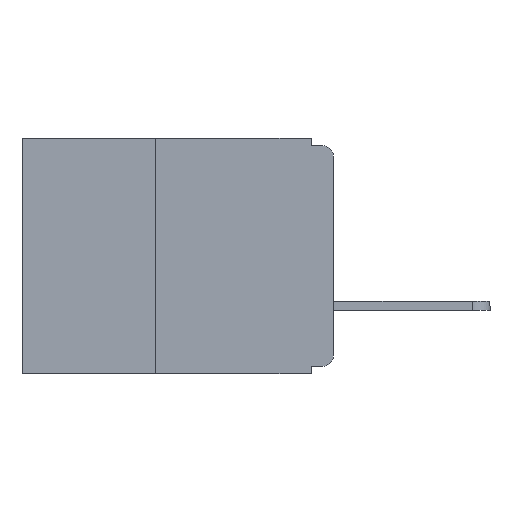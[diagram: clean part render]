
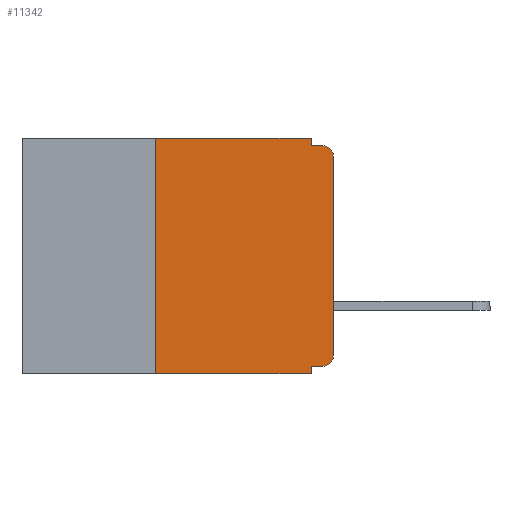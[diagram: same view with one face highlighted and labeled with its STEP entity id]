
A CAD part, left-side view. The second image highlights one B-rep face of the part: STEP entity #11342.
In plain terms, the highlighted planar face has unit normal (-1, 0, 0).
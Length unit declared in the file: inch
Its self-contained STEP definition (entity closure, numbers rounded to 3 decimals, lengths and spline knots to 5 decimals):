
#95 = EDGE_CURVE ( 'NONE', #13997, #14801, #2446, .T. ) ;
#149 = DIRECTION ( 'NONE',  ( 1., 0., 0. ) ) ;
#266 = FACE_OUTER_BOUND ( 'NONE', #11375, .T. ) ;
#308 = CARTESIAN_POINT ( 'NONE',  ( 0., 0.031, -0.32 ) ) ;
#386 = VECTOR ( 'NONE', #27599, 39.37008 ) ;
#816 = CARTESIAN_POINT ( 'NONE',  ( 0., 0.437, -0.33 ) ) ;
#1152 = CIRCLE ( 'NONE', #10073, 0.015 ) ;
#1209 = DIRECTION ( 'NONE',  ( -1., 0., 0. ) ) ;
#1331 = VERTEX_POINT ( 'NONE', #18348 ) ;
#1560 = CIRCLE ( 'NONE', #2640, 0.015 ) ;
#1823 = CARTESIAN_POINT ( 'NONE',  ( 0., 0.25, -0.33 ) ) ;
#2446 = LINE ( 'NONE', #4402, #24704 ) ;
#2640 = AXIS2_PLACEMENT_3D ( 'NONE', #15000, #1209, #17286 ) ;
#2945 = DIRECTION ( 'NONE',  ( 0., 0., 1. ) ) ;
#2992 = CARTESIAN_POINT ( 'NONE',  ( 0., 0.25, -0.33 ) ) ;
#3722 = ORIENTED_EDGE ( 'NONE', *, *, #9901, .T. ) ;
#3787 = EDGE_CURVE ( 'NONE', #22063, #13363, #13388, .T. ) ;
#4241 = CARTESIAN_POINT ( 'NONE',  ( 0., 0., -0.32 ) ) ;
#4402 = CARTESIAN_POINT ( 'NONE',  ( 0., 0.031, 0. ) ) ;
#4739 = VECTOR ( 'NONE', #11000, 39.37008 ) ;
#6286 = ORIENTED_EDGE ( 'NONE', *, *, #15993, .T. ) ;
#6528 = DIRECTION ( 'NONE',  ( -1., 0., 0. ) ) ;
#6579 = DIRECTION ( 'NONE',  ( 0., 1., 0. ) ) ;
#8020 = CARTESIAN_POINT ( 'NONE',  ( 0., 0.031, -0.33 ) ) ;
#8397 = EDGE_CURVE ( 'NONE', #21131, #13997, #27614, .T. ) ;
#8575 = VERTEX_POINT ( 'NONE', #25273 ) ;
#9113 = EDGE_CURVE ( 'NONE', #14801, #1331, #21222, .T. ) ;
#9555 = LINE ( 'NONE', #1823, #21742 ) ;
#9901 = EDGE_CURVE ( 'NONE', #16157, #26287, #11841, .T. ) ;
#9985 = EDGE_CURVE ( 'NONE', #15232, #13363, #26477, .T. ) ;
#10073 = AXIS2_PLACEMENT_3D ( 'NONE', #20229, #6528, #22552 ) ;
#10995 = CARTESIAN_POINT ( 'NONE',  ( 0., 0., -0.025 ) ) ;
#11000 = DIRECTION ( 'NONE',  ( 0., -1., 0. ) ) ;
#11342 = ADVANCED_FACE ( 'NONE', ( #266 ), #27559, .F. ) ;
#11375 = EDGE_LOOP ( 'NONE', ( #3722, #11943, #20203, #23883, #21969, #13870, #14325, #14421, #22969, #6286 ) ) ;
#11841 = LINE ( 'NONE', #18981, #27871 ) ;
#11943 = ORIENTED_EDGE ( 'NONE', *, *, #25189, .T. ) ;
#12287 = DIRECTION ( 'NONE',  ( 0., -1., 0. ) ) ;
#12339 = EDGE_CURVE ( 'NONE', #8575, #22063, #25822, .T. ) ;
#13311 = DIRECTION ( 'NONE',  ( 0., 0., 1. ) ) ;
#13363 = VERTEX_POINT ( 'NONE', #8020 ) ;
#13388 = LINE ( 'NONE', #27886, #386 ) ;
#13870 = ORIENTED_EDGE ( 'NONE', *, *, #23785, .F. ) ;
#13959 = CARTESIAN_POINT ( 'NONE',  ( 0., 0.437, 0. ) ) ;
#13997 = VERTEX_POINT ( 'NONE', #28314 ) ;
#14325 = ORIENTED_EDGE ( 'NONE', *, *, #9985, .T. ) ;
#14373 = VECTOR ( 'NONE', #12287, 39.37008 ) ;
#14421 = ORIENTED_EDGE ( 'NONE', *, *, #3787, .F. ) ;
#14801 = VERTEX_POINT ( 'NONE', #17460 ) ;
#15000 = CARTESIAN_POINT ( 'NONE',  ( 0., 0.015, -0.305 ) ) ;
#15232 = VERTEX_POINT ( 'NONE', #2992 ) ;
#15993 = EDGE_CURVE ( 'NONE', #8575, #16157, #1560, .T. ) ;
#16157 = VERTEX_POINT ( 'NONE', #22409 ) ;
#16226 = DIRECTION ( 'NONE',  ( 0., 0., -1. ) ) ;
#17286 = DIRECTION ( 'NONE',  ( 0., 0., -1. ) ) ;
#17460 = CARTESIAN_POINT ( 'NONE',  ( 0., 0.031, -0.01 ) ) ;
#17728 = CARTESIAN_POINT ( 'NONE',  ( 0., 0.25, 0. ) ) ;
#17876 = CARTESIAN_POINT ( 'NONE',  ( 0., 0.437, 0. ) ) ;
#18348 = CARTESIAN_POINT ( 'NONE',  ( 0., 0.015, -0.01 ) ) ;
#18892 = DIRECTION ( 'NONE',  ( 0., 0., -1. ) ) ;
#18981 = CARTESIAN_POINT ( 'NONE',  ( 0., 0., 0. ) ) ;
#19033 = VECTOR ( 'NONE', #6579, 39.37008 ) ;
#20203 = ORIENTED_EDGE ( 'NONE', *, *, #9113, .F. ) ;
#20229 = CARTESIAN_POINT ( 'NONE',  ( 0., 0.015, -0.025 ) ) ;
#20440 = CARTESIAN_POINT ( 'NONE',  ( 0., 0., -0.01 ) ) ;
#21131 = VERTEX_POINT ( 'NONE', #17728 ) ;
#21222 = LINE ( 'NONE', #20440, #26529 ) ;
#21742 = VECTOR ( 'NONE', #13311, 39.37008 ) ;
#21969 = ORIENTED_EDGE ( 'NONE', *, *, #8397, .F. ) ;
#22063 = VERTEX_POINT ( 'NONE', #308 ) ;
#22409 = CARTESIAN_POINT ( 'NONE',  ( 0., 0., -0.305 ) ) ;
#22552 = DIRECTION ( 'NONE',  ( 0., 0., -1. ) ) ;
#22769 = DIRECTION ( 'NONE',  ( 0., -1., 0. ) ) ;
#22969 = ORIENTED_EDGE ( 'NONE', *, *, #12339, .F. ) ;
#23785 = EDGE_CURVE ( 'NONE', #15232, #21131, #9555, .T. ) ;
#23883 = ORIENTED_EDGE ( 'NONE', *, *, #95, .F. ) ;
#24704 = VECTOR ( 'NONE', #18892, 39.37008 ) ;
#25189 = EDGE_CURVE ( 'NONE', #26287, #1331, #1152, .T. ) ;
#25273 = CARTESIAN_POINT ( 'NONE',  ( 0., 0.015, -0.32 ) ) ;
#25822 = LINE ( 'NONE', #4241, #19033 ) ;
#26287 = VERTEX_POINT ( 'NONE', #10995 ) ;
#26477 = LINE ( 'NONE', #816, #14373 ) ;
#26529 = VECTOR ( 'NONE', #22769, 39.37008 ) ;
#27559 = PLANE ( 'NONE',  #28742 ) ;
#27599 = DIRECTION ( 'NONE',  ( 0., 0., -1. ) ) ;
#27614 = LINE ( 'NONE', #17876, #4739 ) ;
#27871 = VECTOR ( 'NONE', #2945, 39.37008 ) ;
#27886 = CARTESIAN_POINT ( 'NONE',  ( 0., 0.031, -0.33 ) ) ;
#28314 = CARTESIAN_POINT ( 'NONE',  ( 0., 0.031, 0. ) ) ;
#28742 = AXIS2_PLACEMENT_3D ( 'NONE', #13959, #149, #16226 ) ;
